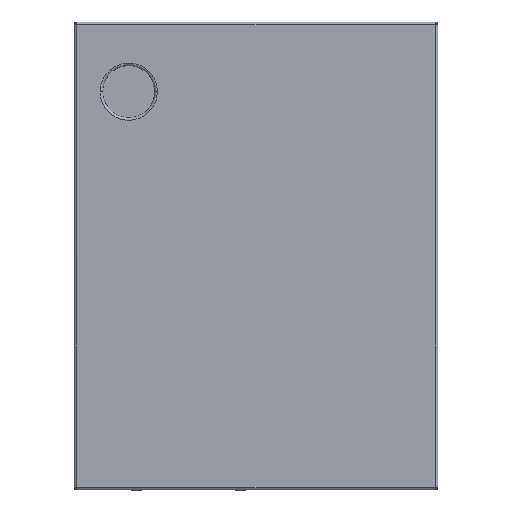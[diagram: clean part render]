
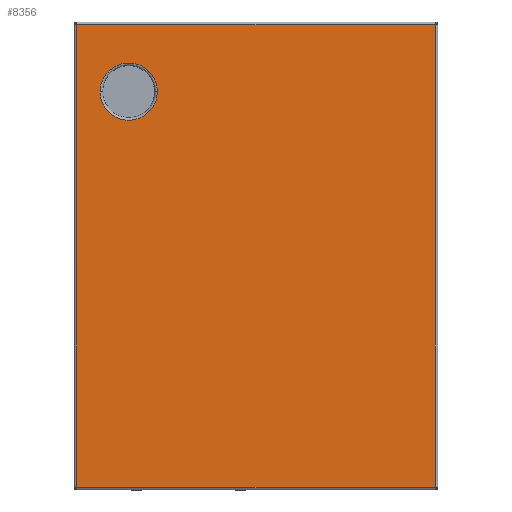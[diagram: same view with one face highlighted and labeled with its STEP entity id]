
A CAD part, top view. The second image highlights one B-rep face of the part: STEP entity #8356.
In plain terms, the highlighted planar face has unit normal (0, 0, 1).
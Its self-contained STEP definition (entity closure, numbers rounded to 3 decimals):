
#206 = PLANE ( 'NONE',  #5336 ) ;
#445 = LINE ( 'NONE', #6808, #8663 ) ;
#456 = VECTOR ( 'NONE', #4998, 1000. ) ;
#520 = VERTEX_POINT ( 'NONE', #9004 ) ;
#906 = VERTEX_POINT ( 'NONE', #1443 ) ;
#1035 = EDGE_LOOP ( 'NONE', ( #9776, #4884, #5305, #2631 ) ) ;
#1214 = LINE ( 'NONE', #10120, #3641 ) ;
#1257 = ORIENTED_EDGE ( 'NONE', *, *, #9631, .T. ) ;
#1326 = EDGE_CURVE ( 'NONE', #906, #4210, #7279, .T. ) ;
#1391 = CARTESIAN_POINT ( 'NONE',  ( -0.46, 0.522, 0.5 ) ) ;
#1443 = CARTESIAN_POINT ( 'NONE',  ( -0.69, 0.89, 0.5 ) ) ;
#1760 = CARTESIAN_POINT ( 'NONE',  ( -0.6, 0.632, 0.5 ) ) ;
#1928 = FACE_OUTER_BOUND ( 'NONE', #1035, .T. ) ;
#2229 = CARTESIAN_POINT ( 'NONE',  ( -0.55, 0.522, 0.5 ) ) ;
#2234 = VERTEX_POINT ( 'NONE', #9501 ) ;
#2284 = CARTESIAN_POINT ( 'NONE',  ( -0.391, 0.576, 0.5 ) ) ;
#2537 = CARTESIAN_POINT ( 'NONE',  ( -0.69, 0., 0.5 ) ) ;
#2612 = DIRECTION ( 'NONE',  ( 1., 0., 0. ) ) ;
#2631 = ORIENTED_EDGE ( 'NONE', *, *, #7783, .T. ) ;
#2753 = CARTESIAN_POINT ( 'NONE',  ( -0.46, 0.742, 0.5 ) ) ;
#2834 = CARTESIAN_POINT ( 'NONE',  ( -0.69, -0.89, 0.5 ) ) ;
#2971 = CARTESIAN_POINT ( 'NONE',  ( -0.6, 0.572, 0.5 ) ) ;
#3269 = DIRECTION ( 'NONE',  ( 0., -1., 0. ) ) ;
#3508 = CARTESIAN_POINT ( 'NONE',  ( 0., 0., 0.5 ) ) ;
#3540 = CARTESIAN_POINT ( 'NONE',  ( -0.6, 0.632, 0.5 ) ) ;
#3641 = VECTOR ( 'NONE', #9235, 1000. ) ;
#3786 = CARTESIAN_POINT ( 'NONE',  ( -0.391, 0.689, 0.5 ) ) ;
#4184 = DIRECTION ( 'NONE',  ( 0., 0., 1. ) ) ;
#4210 = VERTEX_POINT ( 'NONE', #2834 ) ;
#4305 = B_SPLINE_CURVE_WITH_KNOTS ( 'NONE', 3,
 ( #6084, #7784, #2284, #7080, #1391, #2229, #2971, #10197 ),
 .UNSPECIFIED., .F., .F.,
 ( 4, 2, 2, 4 ),
 ( 0., 0.125, 0.25, 0.5 ),
 .UNSPECIFIED. ) ;
#4450 = ORIENTED_EDGE ( 'NONE', *, *, #6129, .T. ) ;
#4643 = VERTEX_POINT ( 'NONE', #1760 ) ;
#4884 = ORIENTED_EDGE ( 'NONE', *, *, #1326, .T. ) ;
#4998 = DIRECTION ( 'NONE',  ( -1., 0., 0. ) ) ;
#5145 = EDGE_CURVE ( 'NONE', #4210, #8676, #445, .T. ) ;
#5305 = ORIENTED_EDGE ( 'NONE', *, *, #5145, .T. ) ;
#5336 = AXIS2_PLACEMENT_3D ( 'NONE', #3508, #4184, #2612 ) ;
#5961 = CARTESIAN_POINT ( 'NONE',  ( -0.434, 0.731, 0.5 ) ) ;
#6061 = CARTESIAN_POINT ( 'NONE',  ( 0.69, -0.89, 0.5 ) ) ;
#6084 = CARTESIAN_POINT ( 'NONE',  ( -0.38, 0.632, 0.5 ) ) ;
#6129 = EDGE_CURVE ( 'NONE', #4643, #520, #8532, .T. ) ;
#6751 = CARTESIAN_POINT ( 'NONE',  ( -0.6, 0.692, 0.5 ) ) ;
#6808 = CARTESIAN_POINT ( 'NONE',  ( 0., -0.89, 0.5 ) ) ;
#7080 = CARTESIAN_POINT ( 'NONE',  ( -0.433, 0.533, 0.5 ) ) ;
#7279 = LINE ( 'NONE', #2537, #9920 ) ;
#7711 = EDGE_CURVE ( 'NONE', #2234, #906, #9642, .T. ) ;
#7763 = DIRECTION ( 'NONE',  ( 1., 0., 0. ) ) ;
#7783 = EDGE_CURVE ( 'NONE', #8676, #2234, #1214, .T. ) ;
#7784 = CARTESIAN_POINT ( 'NONE',  ( -0.38, 0.602, 0.5 ) ) ;
#8073 = CARTESIAN_POINT ( 'NONE',  ( 0., 0.89, 0.5 ) ) ;
#8356 = ADVANCED_FACE ( 'NONE', ( #9885, #1928 ), #206, .T. ) ;
#8450 = CARTESIAN_POINT ( 'NONE',  ( -0.38, 0.663, 0.5 ) ) ;
#8532 = B_SPLINE_CURVE_WITH_KNOTS ( 'NONE', 3,
 ( #3540, #6751, #9971, #2753, #5961, #3786, #8450, #10178 ),
 .UNSPECIFIED., .F., .F.,
 ( 4, 2, 2, 4 ),
 ( 0.5, 0.75, 0.875, 1. ),
 .UNSPECIFIED. ) ;
#8663 = VECTOR ( 'NONE', #7763, 1000. ) ;
#8676 = VERTEX_POINT ( 'NONE', #6061 ) ;
#8977 = EDGE_LOOP ( 'NONE', ( #4450, #1257 ) ) ;
#9004 = CARTESIAN_POINT ( 'NONE',  ( -0.38, 0.632, 0.5 ) ) ;
#9235 = DIRECTION ( 'NONE',  ( 0., 1., 0. ) ) ;
#9501 = CARTESIAN_POINT ( 'NONE',  ( 0.69, 0.89, 0.5 ) ) ;
#9631 = EDGE_CURVE ( 'NONE', #520, #4643, #4305, .T. ) ;
#9642 = LINE ( 'NONE', #8073, #456 ) ;
#9776 = ORIENTED_EDGE ( 'NONE', *, *, #7711, .T. ) ;
#9885 = FACE_BOUND ( 'NONE', #8977, .T. ) ;
#9920 = VECTOR ( 'NONE', #3269, 1000. ) ;
#9971 = CARTESIAN_POINT ( 'NONE',  ( -0.55, 0.742, 0.5 ) ) ;
#10120 = CARTESIAN_POINT ( 'NONE',  ( 0.69, 0., 0.5 ) ) ;
#10178 = CARTESIAN_POINT ( 'NONE',  ( -0.38, 0.632, 0.5 ) ) ;
#10197 = CARTESIAN_POINT ( 'NONE',  ( -0.6, 0.632, 0.5 ) ) ;
